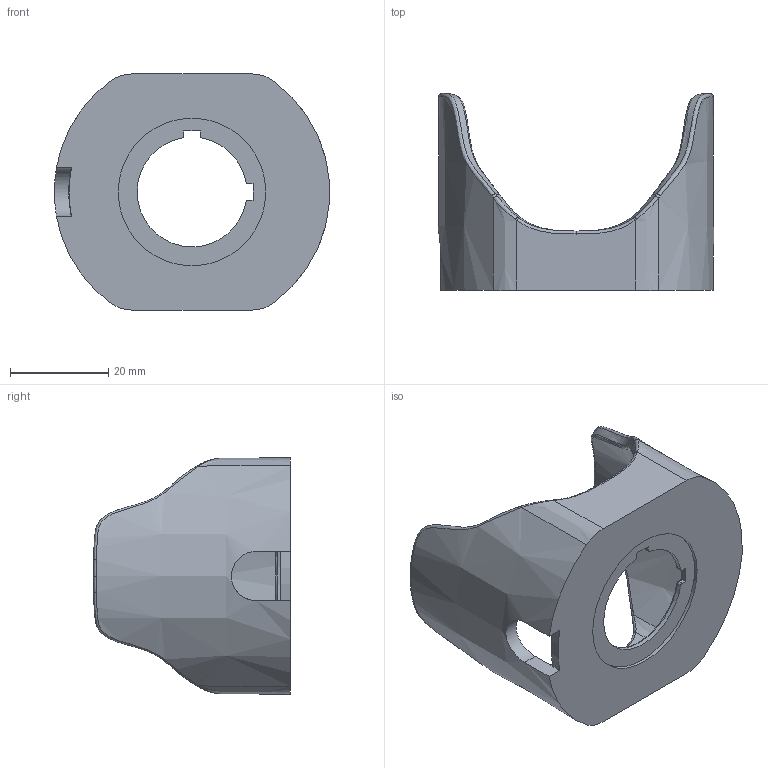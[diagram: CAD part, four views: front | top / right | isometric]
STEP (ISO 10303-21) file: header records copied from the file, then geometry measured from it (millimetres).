
FILE_DESCRIPTION((''),'2;1');
FILE_NAME('F-59','2023-07-05T',('Administrator'),('zyb.com'),'PRO/ENGINEER BY PARAMETRIC TECHNOLOGY CORPORATION, 2010280','PRO/ENGINEER BY PARAMETRIC TECHNOLOGY CORPORATION, 2010280','');
FILE_SCHEMA(('AUTOMOTIVE_DESIGN { 1 0 10303 214 1 1 1 1 }'));
Length unit declared in the file: millimetre
Products named in the file (1): F-59
Bounding box: 55.91 x 40 x 48 mm (x, y, z)
Volume: 14555 mm3; surface area: 11795.1 mm2
Topology: 1 solids, 1 shells, 128 faces, 317 edges, 190 vertices
Faces by surface type: bspline 68, cylinder 23, plane 18, cone 12, torus 7
Entity records: 11973 total; most frequent: CARTESIAN_POINT 8303, ORIENTED_EDGE 634, DIRECTION 414, PRESENTATION_STYLE_ASSIGNMENT 318, STYLED_ITEM 318, CURVE_STYLE 317, EDGE_CURVE 317, VERTEX_POINT 190
